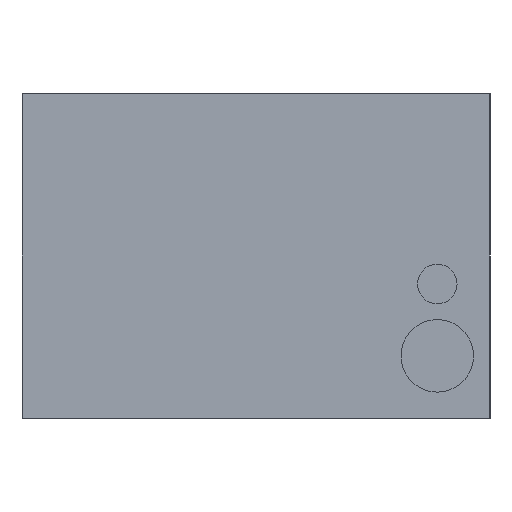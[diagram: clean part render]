
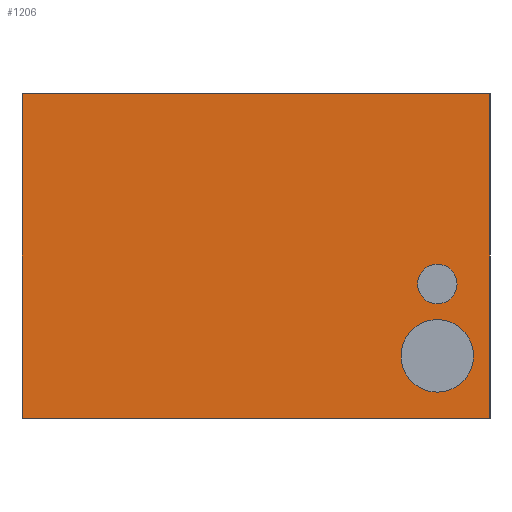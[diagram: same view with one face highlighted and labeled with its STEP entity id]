
A CAD part, left-side view. The second image highlights one B-rep face of the part: STEP entity #1206.
In plain terms, the highlighted planar face has unit normal (-1, 0, 0).
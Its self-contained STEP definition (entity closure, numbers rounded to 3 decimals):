
#31 = VERTEX_POINT ( 'NONE', #1161 ) ;
#40 = CARTESIAN_POINT ( 'NONE',  ( -98., -27.5, 23.4 ) ) ;
#101 = CARTESIAN_POINT ( 'NONE',  ( -98., -27.5, 9.5 ) ) ;
#112 = CARTESIAN_POINT ( 'NONE',  ( -98., 35.5, 0. ) ) ;
#131 = ORIENTED_EDGE ( 'NONE', *, *, #1067, .F. ) ;
#135 = VERTEX_POINT ( 'NONE', #912 ) ;
#144 = CARTESIAN_POINT ( 'NONE',  ( -98., -27.5, 4. ) ) ;
#169 = CARTESIAN_POINT ( 'NONE',  ( -98., -27.5, 15. ) ) ;
#176 = ORIENTED_EDGE ( 'NONE', *, *, #935, .F. ) ;
#185 = LINE ( 'NONE', #1277, #1490 ) ;
#187 = DIRECTION ( 'NONE',  ( 0., 0., -1. ) ) ;
#254 = FACE_OUTER_BOUND ( 'NONE', #381, .T. ) ;
#356 = CARTESIAN_POINT ( 'NONE',  ( -98., 35.5, 49.3 ) ) ;
#372 = EDGE_CURVE ( 'NONE', #1350, #639, #812, .T. ) ;
#376 = DIRECTION ( 'NONE',  ( 0., -1., 0. ) ) ;
#379 = CIRCLE ( 'NONE', #1517, 3. ) ;
#381 = EDGE_LOOP ( 'NONE', ( #815, #176, #1307, #687 ) ) ;
#414 = VERTEX_POINT ( 'NONE', #1362 ) ;
#496 = FACE_BOUND ( 'NONE', #755, .T. ) ;
#501 = ORIENTED_EDGE ( 'NONE', *, *, #372, .F. ) ;
#556 = CIRCLE ( 'NONE', #739, 3. ) ;
#571 = CARTESIAN_POINT ( 'NONE',  ( -98., -35.5, 49.3 ) ) ;
#631 = PLANE ( 'NONE',  #1637 ) ;
#636 = ORIENTED_EDGE ( 'NONE', *, *, #1005, .F. ) ;
#639 = VERTEX_POINT ( 'NONE', #169 ) ;
#641 = VECTOR ( 'NONE', #870, 1000. ) ;
#646 = VECTOR ( 'NONE', #801, 1000. ) ;
#658 = CARTESIAN_POINT ( 'NONE',  ( -98., -27.5, 9.5 ) ) ;
#687 = ORIENTED_EDGE ( 'NONE', *, *, #1338, .T. ) ;
#692 = ORIENTED_EDGE ( 'NONE', *, *, #759, .F. ) ;
#711 = VERTEX_POINT ( 'NONE', #1339 ) ;
#720 = CARTESIAN_POINT ( 'NONE',  ( -98., -35.5, 0. ) ) ;
#727 = DIRECTION ( 'NONE',  ( 0., 0., -1. ) ) ;
#739 = AXIS2_PLACEMENT_3D ( 'NONE', #843, #1095, #727 ) ;
#755 = EDGE_LOOP ( 'NONE', ( #131, #692 ) ) ;
#759 = EDGE_CURVE ( 'NONE', #1435, #414, #379, .T. ) ;
#788 = AXIS2_PLACEMENT_3D ( 'NONE', #658, #1318, #187 ) ;
#801 = DIRECTION ( 'NONE',  ( 0., 0., -1. ) ) ;
#812 = CIRCLE ( 'NONE', #1337, 5.5 ) ;
#815 = ORIENTED_EDGE ( 'NONE', *, *, #1222, .T. ) ;
#843 = CARTESIAN_POINT ( 'NONE',  ( -98., -27.5, 20.4 ) ) ;
#867 = DIRECTION ( 'NONE',  ( 0., 0., -1. ) ) ;
#870 = DIRECTION ( 'NONE',  ( 0., -1., 0. ) ) ;
#912 = CARTESIAN_POINT ( 'NONE',  ( -98., 35.5, 49.3 ) ) ;
#924 = VECTOR ( 'NONE', #376, 1000. ) ;
#931 = DIRECTION ( 'NONE',  ( 0., 0., -1. ) ) ;
#935 = EDGE_CURVE ( 'NONE', #711, #1029, #1559, .T. ) ;
#987 = LINE ( 'NONE', #356, #641 ) ;
#1005 = EDGE_CURVE ( 'NONE', #639, #1350, #1448, .T. ) ;
#1029 = VERTEX_POINT ( 'NONE', #720 ) ;
#1067 = EDGE_CURVE ( 'NONE', #414, #1435, #556, .T. ) ;
#1095 = DIRECTION ( 'NONE',  ( -1., 0., 0. ) ) ;
#1110 = DIRECTION ( 'NONE',  ( 0., 0., -1. ) ) ;
#1161 = CARTESIAN_POINT ( 'NONE',  ( -98., 35.5, 0. ) ) ;
#1206 = ADVANCED_FACE ( 'NONE', ( #496, #1247, #254 ), #631, .F. ) ;
#1219 = DIRECTION ( 'NONE',  ( -1., 0., 0. ) ) ;
#1222 = EDGE_CURVE ( 'NONE', #31, #1029, #1513, .T. ) ;
#1237 = CARTESIAN_POINT ( 'NONE',  ( -98., -27.5, 20.4 ) ) ;
#1247 = FACE_BOUND ( 'NONE', #1342, .T. ) ;
#1261 = DIRECTION ( 'NONE',  ( -1., 0., 0. ) ) ;
#1263 = DIRECTION ( 'NONE',  ( 0., 0., -1. ) ) ;
#1267 = EDGE_CURVE ( 'NONE', #135, #711, #987, .T. ) ;
#1277 = CARTESIAN_POINT ( 'NONE',  ( -98., 35.5, 49.3 ) ) ;
#1307 = ORIENTED_EDGE ( 'NONE', *, *, #1267, .F. ) ;
#1318 = DIRECTION ( 'NONE',  ( -1., 0., 0. ) ) ;
#1337 = AXIS2_PLACEMENT_3D ( 'NONE', #101, #1261, #867 ) ;
#1338 = EDGE_CURVE ( 'NONE', #135, #31, #185, .T. ) ;
#1339 = CARTESIAN_POINT ( 'NONE',  ( -98., -35.5, 49.3 ) ) ;
#1342 = EDGE_LOOP ( 'NONE', ( #501, #636 ) ) ;
#1350 = VERTEX_POINT ( 'NONE', #144 ) ;
#1362 = CARTESIAN_POINT ( 'NONE',  ( -98., -27.5, 17.4 ) ) ;
#1435 = VERTEX_POINT ( 'NONE', #40 ) ;
#1448 = CIRCLE ( 'NONE', #788, 5.5 ) ;
#1490 = VECTOR ( 'NONE', #931, 1000. ) ;
#1499 = DIRECTION ( 'NONE',  ( 1., 0., 0. ) ) ;
#1513 = LINE ( 'NONE', #112, #924 ) ;
#1517 = AXIS2_PLACEMENT_3D ( 'NONE', #1237, #1219, #1110 ) ;
#1559 = LINE ( 'NONE', #571, #646 ) ;
#1635 = CARTESIAN_POINT ( 'NONE',  ( -98., 35.5, 49.3 ) ) ;
#1637 = AXIS2_PLACEMENT_3D ( 'NONE', #1635, #1499, #1263 ) ;
